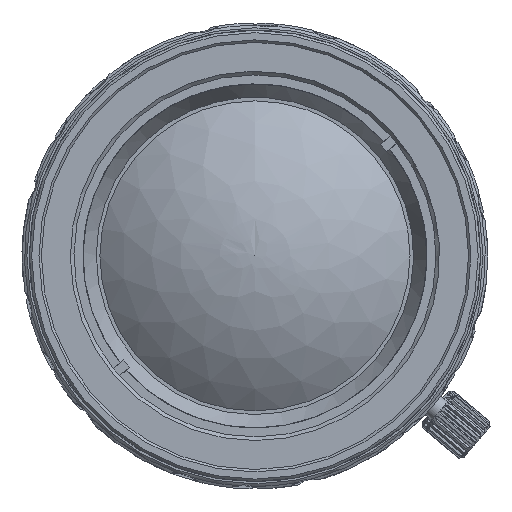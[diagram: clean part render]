
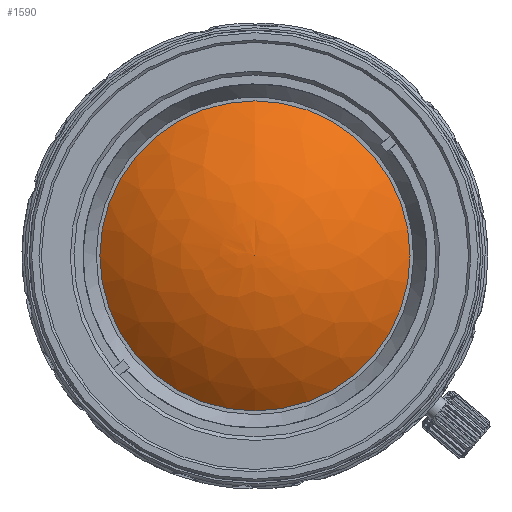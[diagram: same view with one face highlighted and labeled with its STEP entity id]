
A CAD part, left-side view. The second image highlights one B-rep face of the part: STEP entity #1590.
In plain terms, the highlighted face is a revolution surface.
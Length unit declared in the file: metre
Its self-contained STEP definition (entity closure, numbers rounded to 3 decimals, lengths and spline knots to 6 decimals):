
#1590=ADVANCED_FACE('25:130115',(#4518,#4519),#4520,.F.);
#4518=FACE_OUTER_BOUND('',#9474,.T.);
#4519=FACE_BOUND('',#9475,.T.);
#4520=SURFACE_OF_REVOLUTION('',#9476,#9477);
#9474=EDGE_LOOP('',(#20349));
#9475=VERTEX_LOOP('',#20350);
#9476=(B_SPLINE_CURVE(3,(#20352,#20353,#20354,#20355),.UNSPECIFIED.,.F.,.F.)B_SPLINE_CURVE_WITH_KNOTS((4,4),(0.0,1.0),.UNSPECIFIED.)RATIONAL_B_SPLINE_CURVE((1.0,0.333,0.333,1.0))BOUNDED_CURVE()REPRESENTATION_ITEM('')GEOMETRIC_REPRESENTATION_ITEM()CURVE());
#9477=AXIS1_PLACEMENT('',#20362,#20363);
#20349=ORIENTED_EDGE('',*,*,#30807,.T.);
#20350=VERTEX_POINT('',#30808);
#20352=CARTESIAN_POINT('',(-0.047133,0.,0.));
#20353=CARTESIAN_POINT('',(-0.047133,0.,0.039276));
#20354=CARTESIAN_POINT('',(-0.007857,0.,0.039276));
#20355=CARTESIAN_POINT('',(-0.007857,0.,0.));
#20362=CARTESIAN_POINT('',(-0.027495,0.,0.));
#20363=DIRECTION('',(-1.0,-0.0,-0.0));
#30807=EDGE_CURVE('25:140624',#35890,#35890,#35891,.F.);
#30808=CARTESIAN_POINT('',(-0.047133,0.,0.));
#35890=VERTEX_POINT('',#43570);
#35891=CIRCLE('',#43571,0.01285);
#43570=CARTESIAN_POINT('',(-0.042345,0.,-0.01285));
#43571=AXIS2_PLACEMENT_3D('',#60053,#60054,#60055);
#60053=CARTESIAN_POINT('',(-0.042345,0.,0.));
#60054=DIRECTION('',(1.0,0.0,0.0));
#60055=DIRECTION('',(0.0,0.0,-1.0));
